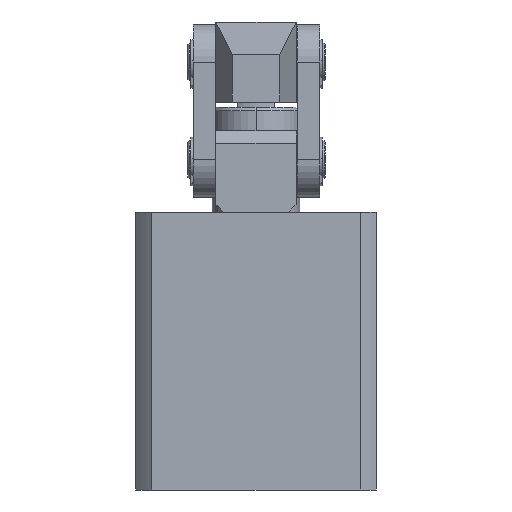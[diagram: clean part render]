
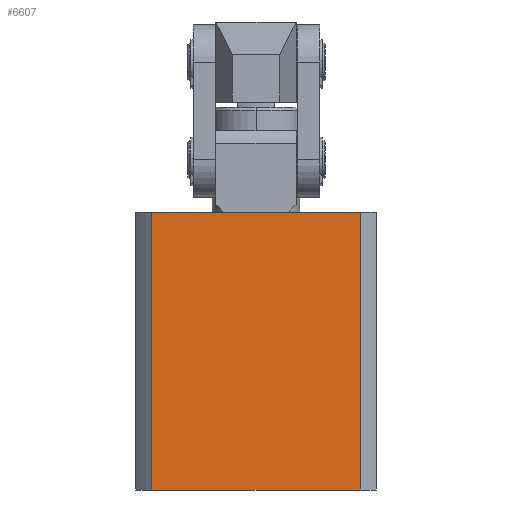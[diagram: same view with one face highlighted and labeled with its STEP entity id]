
A CAD part, left-side view. The second image highlights one B-rep face of the part: STEP entity #6607.
In plain terms, the highlighted planar face has unit normal (-1, 0, 0).
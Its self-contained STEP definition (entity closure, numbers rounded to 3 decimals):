
#737 = LINE ( 'NONE', #7222, #739 ) ;
#739 = VECTOR ( 'NONE', #7216, 1000. ) ;
#762 = LINE ( 'NONE', #7275, #764 ) ;
#764 = VECTOR ( 'NONE', #7276, 1000. ) ;
#1041 = FACE_OUTER_BOUND ( 'NONE', #2446, .T. ) ;
#1588 = LINE ( 'NONE', #8677, #1592 ) ;
#1592 = VECTOR ( 'NONE', #8741, 1000. ) ;
#1674 = VERTEX_POINT ( 'NONE', #4356 ) ;
#1750 = VERTEX_POINT ( 'NONE', #4279 ) ;
#1793 = VERTEX_POINT ( 'NONE', #4197 ) ;
#1794 = VERTEX_POINT ( 'NONE', #4196 ) ;
#2446 = EDGE_LOOP ( 'NONE', ( #2569, #2577, #2572, #2578 ) ) ;
#2569 = ORIENTED_EDGE ( 'NONE', *, *, #2903, .T. ) ;
#2572 = ORIENTED_EDGE ( 'NONE', *, *, #2674, .F. ) ;
#2577 = ORIENTED_EDGE ( 'NONE', *, *, #2921, .F. ) ;
#2578 = ORIENTED_EDGE ( 'NONE', *, *, #2730, .T. ) ;
#2674 = EDGE_CURVE ( 'NONE', #1793, #1794, #1588, .T. ) ;
#2730 = EDGE_CURVE ( 'NONE', #1793, #1674, #5195, .T. ) ;
#2903 = EDGE_CURVE ( 'NONE', #1674, #1750, #737, .T. ) ;
#2921 = EDGE_CURVE ( 'NONE', #1794, #1750, #762, .T. ) ;
#3105 = CARTESIAN_POINT ( 'NONE',  ( -48., 0., 111. ) ) ;
#3110 = PLANE ( 'NONE',  #8827 ) ;
#3113 = DIRECTION ( 'NONE',  ( 1., 0., 0. ) ) ;
#3114 = DIRECTION ( 'NONE',  ( 0., 1., 0. ) ) ;
#4196 = CARTESIAN_POINT ( 'NONE',  ( -48., -41.572, 111. ) ) ;
#4197 = CARTESIAN_POINT ( 'NONE',  ( -48., 41.572, 111. ) ) ;
#4279 = CARTESIAN_POINT ( 'NONE',  ( -48., -41.572, 0. ) ) ;
#4356 = CARTESIAN_POINT ( 'NONE',  ( -48., 41.572, 0. ) ) ;
#4439 = CARTESIAN_POINT ( 'NONE',  ( -48., 41.572, 111. ) ) ;
#4450 = DIRECTION ( 'NONE',  ( 0., 0., -1. ) ) ;
#5195 = LINE ( 'NONE', #4439, #5197 ) ;
#5197 = VECTOR ( 'NONE', #4450, 1000. ) ;
#6607 = ADVANCED_FACE ( 'NONE', ( #1041 ), #3110, .F. ) ;
#7216 = DIRECTION ( 'NONE',  ( 0., -1., 0. ) ) ;
#7222 = CARTESIAN_POINT ( 'NONE',  ( -48., 0., 0. ) ) ;
#7275 = CARTESIAN_POINT ( 'NONE',  ( -48., -41.572, 111. ) ) ;
#7276 = DIRECTION ( 'NONE',  ( 0., 0., -1. ) ) ;
#8677 = CARTESIAN_POINT ( 'NONE',  ( -48., 0., 111. ) ) ;
#8741 = DIRECTION ( 'NONE',  ( 0., -1., 0. ) ) ;
#8827 = AXIS2_PLACEMENT_3D ( 'NONE', #3105, #3113, #3114 ) ;
